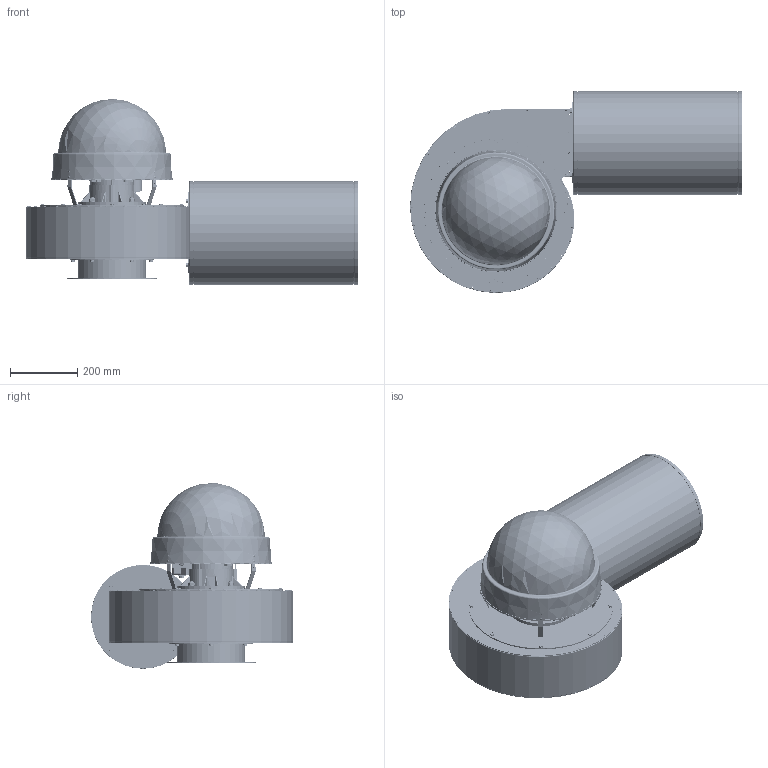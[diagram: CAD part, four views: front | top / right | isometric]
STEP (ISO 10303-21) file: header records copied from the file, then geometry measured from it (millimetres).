
FILE_DESCRIPTION(/* description */ ('807W17 WPA-8-D-N'),/* implementation_level */ '2;1');
FILE_NAME(/* name */ '807W17 WPA-8-D-N.stp',/* time_stamp */ '2022-05-11T09:06:50+02:00',/* author */ ('a.korpacki'),/* organization */ ('KLIMAWENT S.A.'),/* preprocessor_version */ 'ST-DEVELOPER v18.1',/* originating_system */ 'Autodesk Inventor 2021',/* authorisation */ '');
FILE_SCHEMA (('AUTOMOTIVE_DESIGN { 1 0 10303 214 3 1 1 }'));
Length unit declared in the file: millimetre
Products named in the file (1): ~~
Bounding box: 986.55 x 600.24 x 551.1 mm (x, y, z)
Volume: 6462402.6 mm3; surface area: 4338976.8 mm2
Topology: 28 solids, 28 shells, 5299 faces, 12949 edges, 8351 vertices
Faces by surface type: plane 2600, bspline 1087, cylinder 922, cone 387, torus 276, sphere 27
Full cylindrical faces by diameter (mm): 2 x74, 2.4 x15, 3 x32, 3.2 x73, 3.3 x15, 3.5 x90, 4.3 x1, 4.8 x3, 6 x33, 6.5 x81, 6.647 x1, 7 x10, 8 x11, 8.4 x4, 8.5 x4, 8.67 x14, 8.88 x14, 9 x14, 10 x8, 11 x4, 11.63 x4, 12 x5, 12.5 x1, 14.63 x4, 16 x4, 17 x1, 20 x1, 24 x1, 27 x1, 45.5 x1
Entity records: 175191 total; most frequent: CARTESIAN_POINT 50277, ORIENTED_EDGE 25798, DIRECTION 22218, EDGE_CURVE 12899, VERTEX_POINT 8351, AXIS2_PLACEMENT_3D 7779, LINE 6660, VECTOR 6660
